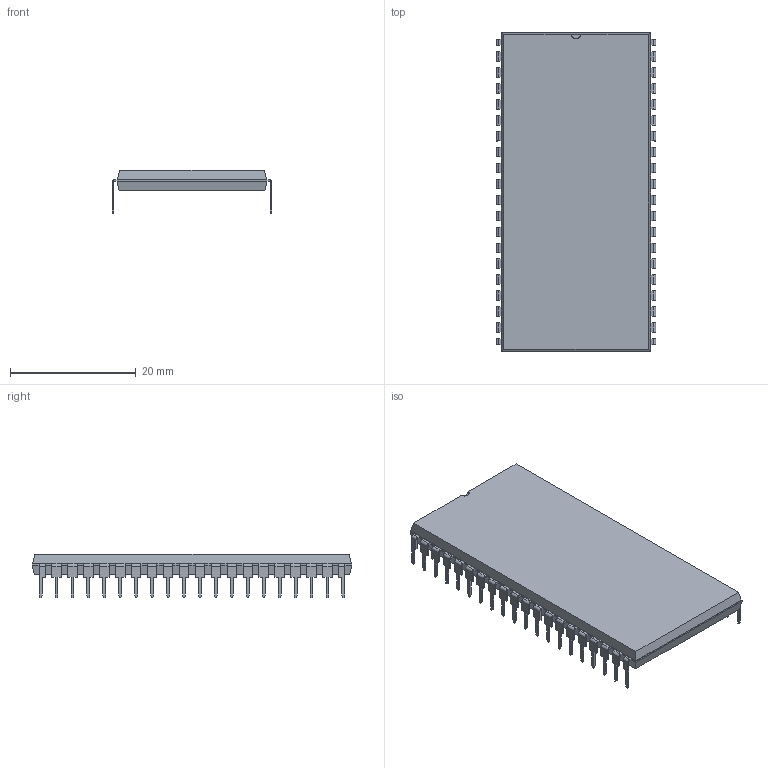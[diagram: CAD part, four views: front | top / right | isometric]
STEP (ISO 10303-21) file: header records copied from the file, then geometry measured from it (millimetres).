
FILE_DESCRIPTION(/* description */ ('model of DIP-40_W25.4mm_Socket'),/* implementation_level */ '2;1');
FILE_NAME(/* name */ 'DIP-40_W25.4mm_Socket.step',/* time_stamp */ '2018-11-04T11:14:41',/* author */ ('kicad StepUp','ksu'),/* organization */ ('FreeCAD'),/* preprocessor_version */ 'OCC',/* originating_system */ 'kicad StepUp',/* authorisation */ '');
FILE_SCHEMA(('AUTOMOTIVE_DESIGN { 1 0 10303 214 1 1 1 1 }'));
Length unit declared in the file: millimetre
Products named in the file (1): DIP_40_W254mm_Socket
Bounding box: 25.4 x 50.92 x 6.98 mm (x, y, z)
Volume: 3978.2 mm3; surface area: 3370.2 mm2
Topology: 1 solids, 1 shells, 732 faces, 1940 edges, 1210 vertices
Faces by surface type: plane 559, bspline 92, cylinder 81
Entity records: 27158 total; most frequent: CARTESIAN_POINT 4190, ORIENTED_EDGE 3880, DIRECTION 3367, EDGE_CURVE 1940, LINE 1757, VECTOR 1757, VERTEX_POINT 1210, AXIS2_PLACEMENT_3D 805
